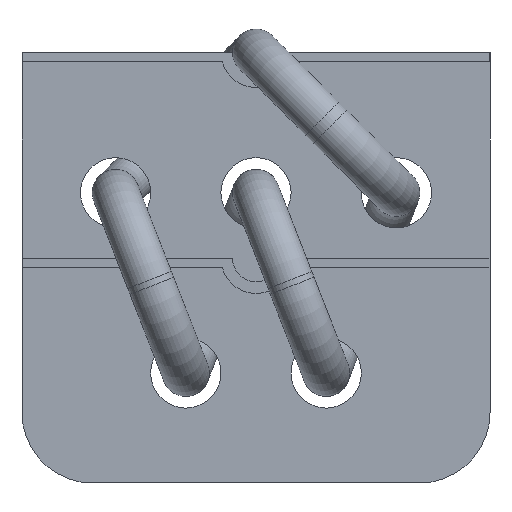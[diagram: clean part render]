
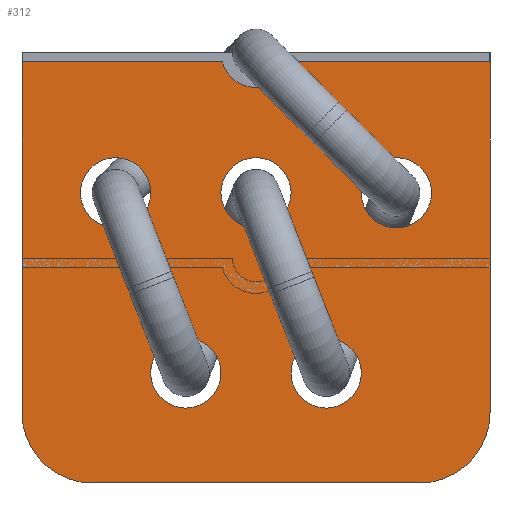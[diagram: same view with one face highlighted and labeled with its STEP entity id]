
A CAD part, left-side view. The second image highlights one B-rep face of the part: STEP entity #312.
In plain terms, the highlighted planar face has unit normal (-1, 0, 0).
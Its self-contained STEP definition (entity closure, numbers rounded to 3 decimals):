
#312 = ADVANCED_FACE( '', ( #542, #543, #544, #545, #546, #547 ), #548, .F. );
#542 = FACE_BOUND( '', #750, .T. );
#543 = FACE_BOUND( '', #751, .T. );
#544 = FACE_BOUND( '', #752, .T. );
#545 = FACE_BOUND( '', #753, .T. );
#546 = FACE_BOUND( '', #754, .T. );
#547 = FACE_OUTER_BOUND( '', #755, .T. );
#548 = PLANE( '', #756 );
#750 = EDGE_LOOP( '', ( #1009 ) );
#751 = EDGE_LOOP( '', ( #1010 ) );
#752 = EDGE_LOOP( '', ( #1011 ) );
#753 = EDGE_LOOP( '', ( #1012 ) );
#754 = EDGE_LOOP( '', ( #1013 ) );
#755 = EDGE_LOOP( '', ( #1014, #1015, #1016, #1017, #1018, #1019, #1020, #1021 ) );
#756 = AXIS2_PLACEMENT_3D( '', #1022, #1023, #1024 );
#1009 = ORIENTED_EDGE( '', *, *, #1457, .F. );
#1010 = ORIENTED_EDGE( '', *, *, #1458, .T. );
#1011 = ORIENTED_EDGE( '', *, *, #1459, .F. );
#1012 = ORIENTED_EDGE( '', *, *, #1460, .F. );
#1013 = ORIENTED_EDGE( '', *, *, #1461, .T. );
#1014 = ORIENTED_EDGE( '', *, *, #1462, .F. );
#1015 = ORIENTED_EDGE( '', *, *, #1463, .T. );
#1016 = ORIENTED_EDGE( '', *, *, #1444, .T. );
#1017 = ORIENTED_EDGE( '', *, *, #1464, .T. );
#1018 = ORIENTED_EDGE( '', *, *, #1465, .T. );
#1019 = ORIENTED_EDGE( '', *, *, #1452, .F. );
#1020 = ORIENTED_EDGE( '', *, *, #1447, .F. );
#1021 = ORIENTED_EDGE( '', *, *, #1466, .F. );
#1022 = CARTESIAN_POINT( '', ( -2.75, 2.5, 2.3 ) );
#1023 = DIRECTION( '', ( 1., 0., 0. ) );
#1024 = DIRECTION( '', ( 0., 0., -1. ) );
#1444 = EDGE_CURVE( '', #1595, #1593, #1596, .F. );
#1447 = EDGE_CURVE( '', #1599, #1601, #1602, .T. );
#1452 = EDGE_CURVE( '', #1601, #1610, #1611, .T. );
#1457 = EDGE_CURVE( '', #1619, #1619, #1620, .F. );
#1458 = EDGE_CURVE( '', #1621, #1621, #1622, .T. );
#1459 = EDGE_CURVE( '', #1623, #1623, #1624, .F. );
#1460 = EDGE_CURVE( '', #1625, #1625, #1626, .F. );
#1461 = EDGE_CURVE( '', #1627, #1627, #1628, .T. );
#1462 = EDGE_CURVE( '', #1629, #1630, #1631, .T. );
#1463 = EDGE_CURVE( '', #1629, #1595, #1632, .T. );
#1464 = EDGE_CURVE( '', #1593, #1633, #1634, .T. );
#1465 = EDGE_CURVE( '', #1633, #1610, #1635, .F. );
#1466 = EDGE_CURVE( '', #1630, #1599, #1636, .F. );
#1593 = VERTEX_POINT( '', #1745 );
#1595 = VERTEX_POINT( '', #1748 );
#1596 = CIRCLE( '', #1749, 0.75 );
#1599 = VERTEX_POINT( '', #1753 );
#1601 = VERTEX_POINT( '', #1756 );
#1602 = LINE( '', #1757, #1758 );
#1610 = VERTEX_POINT( '', #1770 );
#1611 = LINE( '', #1771, #1772 );
#1619 = VERTEX_POINT( '', #1784 );
#1620 = CIRCLE( '', #1785, 0.375 );
#1621 = VERTEX_POINT( '', #1786 );
#1622 = CIRCLE( '', #1787, 0.375 );
#1623 = VERTEX_POINT( '', #1788 );
#1624 = CIRCLE( '', #1789, 0.375 );
#1625 = VERTEX_POINT( '', #1790 );
#1626 = CIRCLE( '', #1791, 0.375 );
#1627 = VERTEX_POINT( '', #1792 );
#1628 = CIRCLE( '', #1793, 0.375 );
#1629 = VERTEX_POINT( '', #1794 );
#1630 = VERTEX_POINT( '', #1795 );
#1631 = LINE( '', #1796, #1797 );
#1632 = LINE( '', #1798, #1799 );
#1633 = VERTEX_POINT( '', #1800 );
#1634 = LINE( '', #1801, #1802 );
#1635 = CIRCLE( '', #1803, 0.75 );
#1636 = CIRCLE( '', #1804, 0.375 );
#1745 = CARTESIAN_POINT( '', ( -2.75, 1.75, -2.3 ) );
#1748 = CARTESIAN_POINT( '', ( -2.75, 2.5, -1.55 ) );
#1749 = AXIS2_PLACEMENT_3D( '', #1936, #1937, #1938 );
#1753 = CARTESIAN_POINT( '', ( -2.75, -0.361, 2.2 ) );
#1756 = CARTESIAN_POINT( '', ( -2.75, -2.5, 2.2 ) );
#1757 = CARTESIAN_POINT( '', ( -2.75, 2.5, 2.2 ) );
#1758 = VECTOR( '', #1941, 1000. );
#1770 = CARTESIAN_POINT( '', ( -2.75, -2.5, -1.55 ) );
#1771 = CARTESIAN_POINT( '', ( -2.75, -2.5, 2.3 ) );
#1772 = VECTOR( '', #1946, 1000. );
#1784 = CARTESIAN_POINT( '', ( -2.75, -0.75, -1.5 ) );
#1785 = AXIS2_PLACEMENT_3D( '', #1951, #1952, #1953 );
#1786 = CARTESIAN_POINT( '', ( -2.75, 1.5, 0.425 ) );
#1787 = AXIS2_PLACEMENT_3D( '', #1954, #1955, #1956 );
#1788 = CARTESIAN_POINT( '', ( -2.75, 0., 0.425 ) );
#1789 = AXIS2_PLACEMENT_3D( '', #1957, #1958, #1959 );
#1790 = CARTESIAN_POINT( '', ( -2.75, -1.5, 0.425 ) );
#1791 = AXIS2_PLACEMENT_3D( '', #1960, #1961, #1962 );
#1792 = CARTESIAN_POINT( '', ( -2.75, 0.75, -1.5 ) );
#1793 = AXIS2_PLACEMENT_3D( '', #1963, #1964, #1965 );
#1794 = CARTESIAN_POINT( '', ( -2.75, 2.5, 2.2 ) );
#1795 = CARTESIAN_POINT( '', ( -2.75, 0.361, 2.2 ) );
#1796 = CARTESIAN_POINT( '', ( -2.75, 2.5, 2.2 ) );
#1797 = VECTOR( '', #1966, 1000. );
#1798 = CARTESIAN_POINT( '', ( -2.75, 2.5, 2.3 ) );
#1799 = VECTOR( '', #1967, 1000. );
#1800 = CARTESIAN_POINT( '', ( -2.75, -1.75, -2.3 ) );
#1801 = CARTESIAN_POINT( '', ( -2.75, 2.5, -2.3 ) );
#1802 = VECTOR( '', #1968, 1000. );
#1803 = AXIS2_PLACEMENT_3D( '', #1969, #1970, #1971 );
#1804 = AXIS2_PLACEMENT_3D( '', #1972, #1973, #1974 );
#1936 = CARTESIAN_POINT( '', ( -2.75, 1.75, -1.55 ) );
#1937 = DIRECTION( '', ( 1., 0., 0. ) );
#1938 = DIRECTION( '', ( 0., 0., -1. ) );
#1941 = DIRECTION( '', ( 0., -1., 0. ) );
#1946 = DIRECTION( '', ( 0., 0., -1. ) );
#1951 = CARTESIAN_POINT( '', ( -2.75, -0.75, -1.125 ) );
#1952 = DIRECTION( '', ( 1., 0., 0. ) );
#1953 = DIRECTION( '', ( 0., 0., -1. ) );
#1954 = CARTESIAN_POINT( '', ( -2.75, 1.5, 0.8 ) );
#1955 = DIRECTION( '', ( 1., 0., 0. ) );
#1956 = DIRECTION( '', ( 0., 0., -1. ) );
#1957 = CARTESIAN_POINT( '', ( -2.75, 0., 0.8 ) );
#1958 = DIRECTION( '', ( 1., 0., 0. ) );
#1959 = DIRECTION( '', ( 0., 0., -1. ) );
#1960 = CARTESIAN_POINT( '', ( -2.75, -1.5, 0.8 ) );
#1961 = DIRECTION( '', ( 1., 0., 0. ) );
#1962 = DIRECTION( '', ( 0., 0., -1. ) );
#1963 = CARTESIAN_POINT( '', ( -2.75, 0.75, -1.125 ) );
#1964 = DIRECTION( '', ( 1., 0., 0. ) );
#1965 = DIRECTION( '', ( 0., 0., -1. ) );
#1966 = DIRECTION( '', ( 0., -1., 0. ) );
#1967 = DIRECTION( '', ( 0., 0., -1. ) );
#1968 = DIRECTION( '', ( 0., -1., 0. ) );
#1969 = CARTESIAN_POINT( '', ( -2.75, -1.75, -1.55 ) );
#1970 = DIRECTION( '', ( 1., 0., 0. ) );
#1971 = DIRECTION( '', ( 0., 0., -1. ) );
#1972 = CARTESIAN_POINT( '', ( -2.75, 0., 2.3 ) );
#1973 = DIRECTION( '', ( 1., 0., 0. ) );
#1974 = DIRECTION( '', ( 0., 0., -1. ) );
